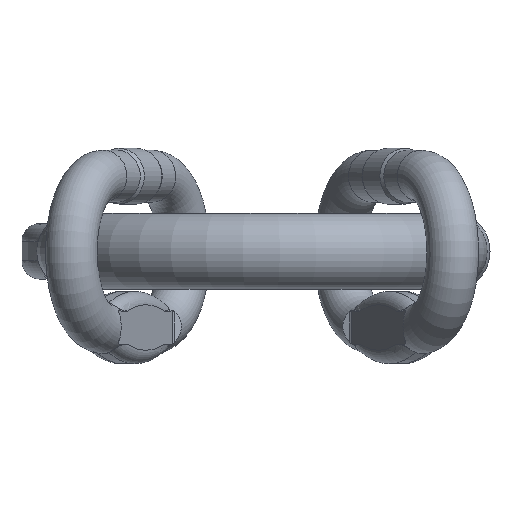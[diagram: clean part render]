
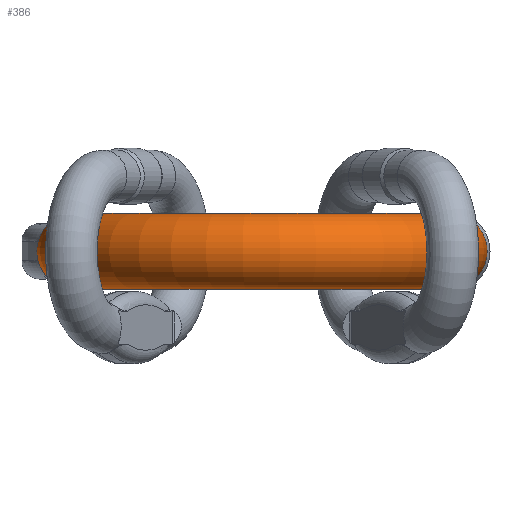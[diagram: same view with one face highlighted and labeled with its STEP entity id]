
A CAD part, front view. The second image highlights one B-rep face of the part: STEP entity #386.
In plain terms, the highlighted toroidal (fillet/blend) face has major radius 47 mm and minor radius 9.5 mm.
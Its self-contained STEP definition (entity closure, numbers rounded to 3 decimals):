
#386=ADVANCED_FACE('',(#566,#567),#419,.T.);
#419=TOROIDAL_SURFACE('',#1852,47.,9.5);
#566=FACE_BOUND('',#666,.T.);
#567=FACE_BOUND('',#667,.T.);
#666=EDGE_LOOP('',(#1110));
#667=EDGE_LOOP('',(#1111));
#1110=ORIENTED_EDGE('',*,*,#1550,.T.);
#1111=ORIENTED_EDGE('',*,*,#1588,.F.);
#1318=VERTEX_POINT('',#3354);
#1356=VERTEX_POINT('',#3596);
#1550=EDGE_CURVE('',#1318,#1318,#1678,.T.);
#1588=EDGE_CURVE('',#1356,#1356,#1680,.T.);
#1678=CIRCLE('',#1833,9.5);
#1680=CIRCLE('',#1845,9.5);
#1833=AXIS2_PLACEMENT_3D('',#3353,#2192,#2193);
#1845=AXIS2_PLACEMENT_3D('',#3595,#2224,#2225);
#1852=AXIS2_PLACEMENT_3D('',#3606,#2238,#2239);
#2192=DIRECTION('',(0.,-1.,0.));
#2193=DIRECTION('',(1.,0.,0.));
#2224=DIRECTION('',(0.,1.,0.));
#2225=DIRECTION('',(-1.,0.,0.));
#2238=DIRECTION('',(0.,0.,1.));
#2239=DIRECTION('',(1.,0.,0.));
#3353=CARTESIAN_POINT('',(-47.,-30.,0.));
#3354=CARTESIAN_POINT('',(-37.5,-30.,0.));
#3595=CARTESIAN_POINT('',(47.,-30.,0.));
#3596=CARTESIAN_POINT('',(37.5,-30.,0.));
#3606=CARTESIAN_POINT('',(0.,-30.,0.));
